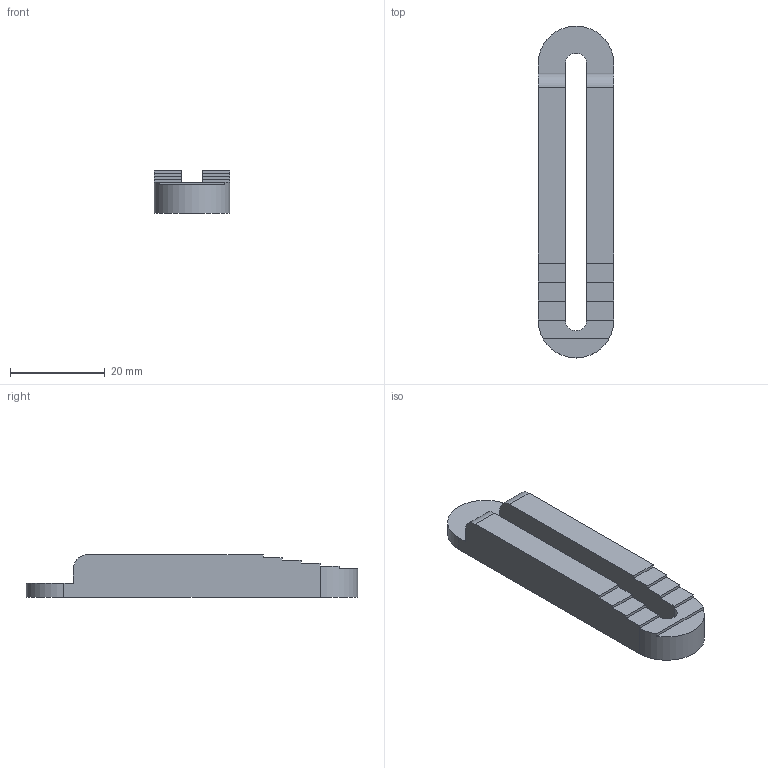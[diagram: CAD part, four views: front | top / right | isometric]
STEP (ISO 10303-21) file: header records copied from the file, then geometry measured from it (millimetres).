
FILE_DESCRIPTION(/* description */ (''),/* implementation_level */ '2;1');
FILE_NAME(/* name */ 'ce26a21e-842a-4654-bb1e-22e90cfada3e.stp',/* time_stamp */ '2018-07-04T20:03:45+02:00',/* author */ ('pakue'),/* organization */ (''),/* preprocessor_version */ 'ST-DEVELOPER v17',/* originating_system */ 'Autodesk Translation Framework v7.1.0.215',/* authorisation */ '');
FILE_SCHEMA (('AUTOMOTIVE_DESIGN { 1 0 10303 214 3 1 1 }'));
Length unit declared in the file: millimetre
Products named in the file (1): Clamp 9mm
Bounding box: 16 x 70 x 9 mm (x, y, z)
Volume: 6128.3 mm3; surface area: 3832 mm2
Topology: 1 solids, 1 shells, 33 faces, 92 edges, 60 vertices
Faces by surface type: plane 27, cylinder 6
Entity records: 1085 total; most frequent: CARTESIAN_POINT 186, ORIENTED_EDGE 184, DIRECTION 174, EDGE_CURVE 92, LINE 78, VECTOR 78, VERTEX_POINT 60, AXIS2_PLACEMENT_3D 48
